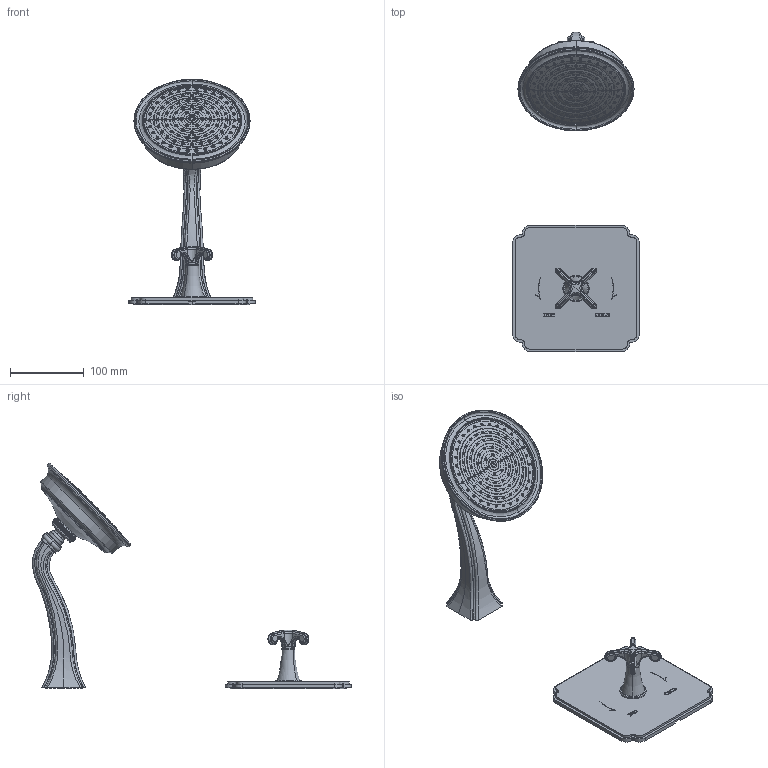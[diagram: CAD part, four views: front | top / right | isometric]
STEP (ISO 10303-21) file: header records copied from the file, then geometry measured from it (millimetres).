
FILE_DESCRIPTION((''),'2;1');
FILE_NAME('3-2524BP','2021-08-27T08:48:31',('rsmith'),(''),'CREO PARAMETRIC BY PTC INC, 2018400','CREO PARAMETRIC BY PTC INC, 2018400','');
FILE_SCHEMA(('AUTOMOTIVE_DESIGN { 1 0 10303 214 1 1 1 1 }'));
Products named in the file (1): 3-2524BP
Bounding box: 171.45 x 433.1 x 306.14 mm (x, y, z)
Volume: 959076.2 mm3; surface area: 196268 mm2
Topology: 64 solids, 64 shells, 2015 faces, 4853 edges, 3070 vertices
Faces by surface type: cylinder 640, plane 529, torus 270, bspline 223, cone 190, extrusion 99, sphere 64
Entity records: 151363 total; most frequent: CARTESIAN_POINT 75768, ORIENTED_EDGE 9688, DIRECTION 9024, PRESENTATION_STYLE_ASSIGNMENT 6638, STYLED_ITEM 4918, CURVE_STYLE 4844, EDGE_CURVE 4844, AXIS2_PLACEMENT_3D 3825
